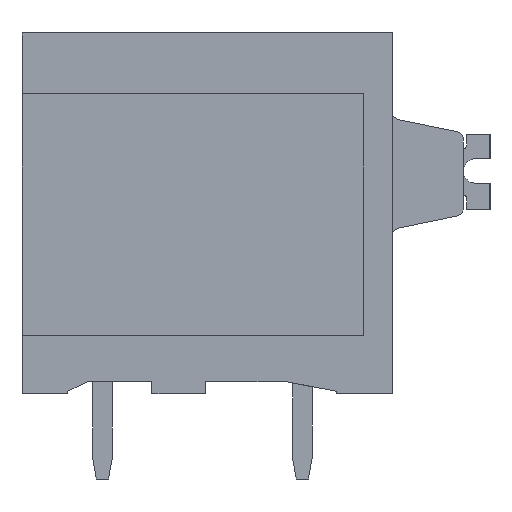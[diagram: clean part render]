
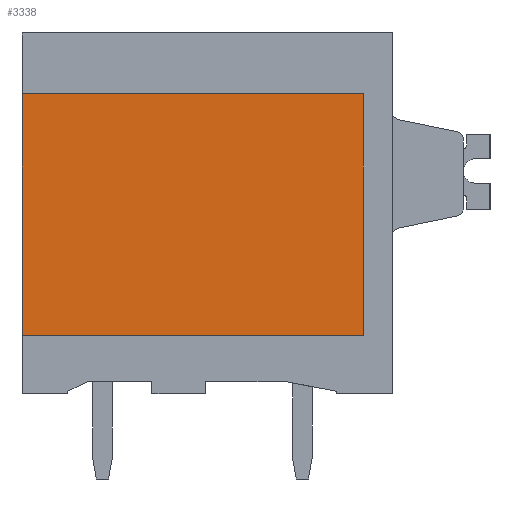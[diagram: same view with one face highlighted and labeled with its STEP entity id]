
A CAD part, left-side view. The second image highlights one B-rep face of the part: STEP entity #3338.
In plain terms, the highlighted planar face has unit normal (-1, 0, 0).
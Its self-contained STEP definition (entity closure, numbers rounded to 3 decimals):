
#3318=AXIS2_PLACEMENT_3D('Plane Axis2P3D',#3315,#3316,#3317) ;
#951=CARTESIAN_POINT('Vertex',(1.1,19.2,5.9)) ;
#954=CARTESIAN_POINT('Line Origine',(1.1,19.2,10.85)) ;
#958=CARTESIAN_POINT('Vertex',(1.1,19.2,15.8)) ;
#3299=CARTESIAN_POINT('Vertex',(1.1,5.2,5.9)) ;
#3302=CARTESIAN_POINT('Line Origine',(1.1,12.2,5.9)) ;
#3315=CARTESIAN_POINT('Axis2P3D Location',(1.1,0.,0.)) ;
#3320=CARTESIAN_POINT('Line Origine',(1.1,5.2,10.85)) ;
#3324=CARTESIAN_POINT('Vertex',(1.1,5.2,15.8)) ;
#3327=CARTESIAN_POINT('Line Origine',(1.1,12.2,15.8)) ;
#955=DIRECTION('Vector Direction',(0.,0.,1.)) ;
#3303=DIRECTION('Vector Direction',(0.,1.,0.)) ;
#3316=DIRECTION('Axis2P3D Direction',(-1.,0.,0.)) ;
#3317=DIRECTION('Axis2P3D XDirection',(0.,-1.,0.)) ;
#3321=DIRECTION('Vector Direction',(0.,0.,1.)) ;
#3328=DIRECTION('Vector Direction',(0.,1.,0.)) ;
#956=VECTOR('Line Direction',#955,1.) ;
#3304=VECTOR('Line Direction',#3303,1.) ;
#3322=VECTOR('Line Direction',#3321,1.) ;
#3329=VECTOR('Line Direction',#3328,1.) ;
#3333=ORIENTED_EDGE('',*,*,#3306,.F.) ;
#3334=ORIENTED_EDGE('',*,*,#3326,.T.) ;
#3335=ORIENTED_EDGE('',*,*,#3331,.T.) ;
#3336=ORIENTED_EDGE('',*,*,#960,.F.) ;
#3338=ADVANCED_FACE('_LMF 5.08/10/90 3.5SN OR BX 1330800000',(#3337),#3319,.T.) ;
#960=EDGE_CURVE('',#952,#959,#957,.T.) ;
#3306=EDGE_CURVE('',#3300,#952,#3305,.T.) ;
#3326=EDGE_CURVE('',#3300,#3325,#3323,.T.) ;
#3331=EDGE_CURVE('',#3325,#959,#3330,.T.) ;
#3332=EDGE_LOOP('',(#3333,#3334,#3335,#3336)) ;
#3337=FACE_OUTER_BOUND('',#3332,.T.) ;
#957=LINE('Line',#954,#956) ;
#3305=LINE('Line',#3302,#3304) ;
#3323=LINE('Line',#3320,#3322) ;
#3330=LINE('Line',#3327,#3329) ;
#3319=PLANE('',#3318) ;
#952=VERTEX_POINT('',#951) ;
#959=VERTEX_POINT('',#958) ;
#3300=VERTEX_POINT('',#3299) ;
#3325=VERTEX_POINT('',#3324) ;
